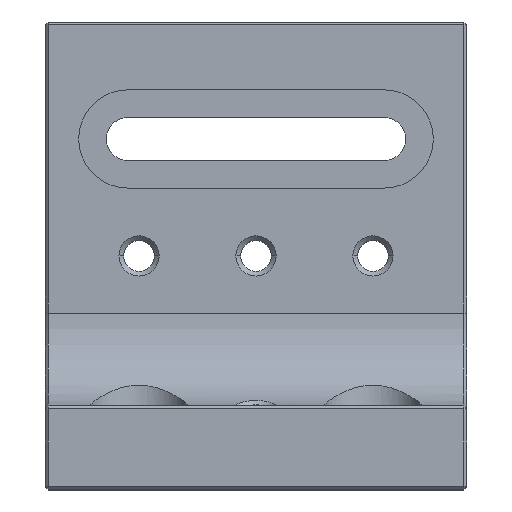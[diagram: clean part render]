
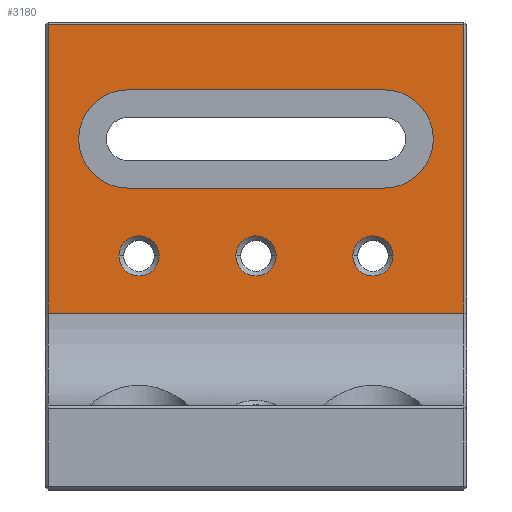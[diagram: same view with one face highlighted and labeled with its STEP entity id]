
A CAD part, top view. The second image highlights one B-rep face of the part: STEP entity #3180.
In plain terms, the highlighted planar face has unit normal (0, 0, 1).
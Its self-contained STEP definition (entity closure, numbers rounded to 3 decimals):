
#111 = ORIENTED_EDGE ( 'NONE', *, *, #1316, .T. ) ;
#120 = ORIENTED_EDGE ( 'NONE', *, *, #3247, .T. ) ;
#136 = CARTESIAN_POINT ( 'NONE',  ( -22.2, 50., 8.9 ) ) ;
#145 = EDGE_LOOP ( 'NONE', ( #2020, #2466 ) ) ;
#167 = EDGE_CURVE ( 'NONE', #313, #3149, #2922, .T. ) ;
#181 = ORIENTED_EDGE ( 'NONE', *, *, #2176, .T. ) ;
#182 = ORIENTED_EDGE ( 'NONE', *, *, #1335, .T. ) ;
#184 = CARTESIAN_POINT ( 'NONE',  ( 22.5, 42.75, 8.9 ) ) ;
#272 = LINE ( 'NONE', #2841, #1480 ) ;
#280 = CARTESIAN_POINT ( 'NONE',  ( -13.7, 42.75, 8.9 ) ) ;
#313 = VERTEX_POINT ( 'NONE', #1949 ) ;
#326 = CARTESIAN_POINT ( 'NONE',  ( -13.7, 37.5, 8.9 ) ) ;
#337 = CARTESIAN_POINT ( 'NONE',  ( 10.35, 25., 8.9 ) ) ;
#338 = AXIS2_PLACEMENT_3D ( 'NONE', #2201, #3082, #3590 ) ;
#407 = DIRECTION ( 'NONE',  ( 0., 1., 0. ) ) ;
#416 = LINE ( 'NONE', #3546, #1259 ) ;
#421 = CARTESIAN_POINT ( 'NONE',  ( 2.15, 25., 8.9 ) ) ;
#474 = AXIS2_PLACEMENT_3D ( 'NONE', #2394, #2451, #407 ) ;
#477 = EDGE_LOOP ( 'NONE', ( #2954, #1562, #3246, #3096 ) ) ;
#520 = LINE ( 'NONE', #1371, #1608 ) ;
#600 = FACE_BOUND ( 'NONE', #1290, .T. ) ;
#615 = LINE ( 'NONE', #136, #775 ) ;
#655 = DIRECTION ( 'NONE',  ( 1., 0., 0. ) ) ;
#658 = VERTEX_POINT ( 'NONE', #1446 ) ;
#684 = VERTEX_POINT ( 'NONE', #1751 ) ;
#691 = DIRECTION ( 'NONE',  ( 0., 0., -1. ) ) ;
#725 = DIRECTION ( 'NONE',  ( 0., 0., -1. ) ) ;
#739 = DIRECTION ( 'NONE',  ( 0., 0., -1. ) ) ;
#741 = VERTEX_POINT ( 'NONE', #2035 ) ;
#775 = VECTOR ( 'NONE', #1479, 1000. ) ;
#802 = EDGE_CURVE ( 'NONE', #658, #3058, #416, .T. ) ;
#812 = VERTEX_POINT ( 'NONE', #2939 ) ;
#823 = AXIS2_PLACEMENT_3D ( 'NONE', #1991, #2024, #2612 ) ;
#840 = EDGE_CURVE ( 'NONE', #741, #658, #615, .T. ) ;
#861 = FACE_OUTER_BOUND ( 'NONE', #477, .T. ) ;
#901 = EDGE_CURVE ( 'NONE', #3610, #812, #2701, .T. ) ;
#909 = ORIENTED_EDGE ( 'NONE', *, *, #1547, .T. ) ;
#916 = DIRECTION ( 'NONE',  ( 0., 1., 0. ) ) ;
#1003 = LINE ( 'NONE', #2447, #2558 ) ;
#1006 = VECTOR ( 'NONE', #3566, 1000. ) ;
#1010 = CIRCLE ( 'NONE', #2904, 5.25 ) ;
#1068 = EDGE_LOOP ( 'NONE', ( #111, #2751, #181, #182, #1416 ) ) ;
#1077 = CARTESIAN_POINT ( 'NONE',  ( 18.95, 37.5, 8.9 ) ) ;
#1185 = AXIS2_PLACEMENT_3D ( 'NONE', #1357, #725, #3631 ) ;
#1196 = EDGE_CURVE ( 'NONE', #1575, #684, #3557, .T. ) ;
#1198 = EDGE_CURVE ( 'NONE', #2946, #2803, #2449, .T. ) ;
#1211 = ORIENTED_EDGE ( 'NONE', *, *, #901, .T. ) ;
#1241 = CIRCLE ( 'NONE', #2490, 2.15 ) ;
#1259 = VECTOR ( 'NONE', #655, 1000. ) ;
#1290 = EDGE_LOOP ( 'NONE', ( #1211, #120 ) ) ;
#1316 = EDGE_CURVE ( 'NONE', #1668, #1575, #2253, .T. ) ;
#1335 = EDGE_CURVE ( 'NONE', #3371, #3226, #1010, .T. ) ;
#1357 = CARTESIAN_POINT ( 'NONE',  ( 13.7, 37.5, 8.9 ) ) ;
#1371 = CARTESIAN_POINT ( 'NONE',  ( 22.2, 50., 8.9 ) ) ;
#1405 = CARTESIAN_POINT ( 'NONE',  ( 22.5, 50., 8.9 ) ) ;
#1416 = ORIENTED_EDGE ( 'NONE', *, *, #1903, .T. ) ;
#1446 = CARTESIAN_POINT ( 'NONE',  ( -22.2, 18.9, 8.9 ) ) ;
#1461 = DIRECTION ( 'NONE',  ( 0., 0., -1. ) ) ;
#1479 = DIRECTION ( 'NONE',  ( 0., -1., 0. ) ) ;
#1480 = VECTOR ( 'NONE', #2564, 1000. ) ;
#1482 = FACE_BOUND ( 'NONE', #145, .T. ) ;
#1537 = AXIS2_PLACEMENT_3D ( 'NONE', #1405, #1461, #916 ) ;
#1547 = EDGE_CURVE ( 'NONE', #2803, #2946, #2144, .T. ) ;
#1562 = ORIENTED_EDGE ( 'NONE', *, *, #840, .T. ) ;
#1567 = CARTESIAN_POINT ( 'NONE',  ( 0., 25., 8.9 ) ) ;
#1575 = VERTEX_POINT ( 'NONE', #1077 ) ;
#1608 = VECTOR ( 'NONE', #2775, 1000. ) ;
#1668 = VERTEX_POINT ( 'NONE', #2305 ) ;
#1677 = LINE ( 'NONE', #184, #1006 ) ;
#1751 = CARTESIAN_POINT ( 'NONE',  ( 13.7, 32.25, 8.9 ) ) ;
#1807 = AXIS2_PLACEMENT_3D ( 'NONE', #2215, #2146, #2182 ) ;
#1903 = EDGE_CURVE ( 'NONE', #3226, #1668, #1677, .T. ) ;
#1949 = CARTESIAN_POINT ( 'NONE',  ( 14.65, 25., 8.9 ) ) ;
#1952 = CARTESIAN_POINT ( 'NONE',  ( -12.5, 25., 8.9 ) ) ;
#1991 = CARTESIAN_POINT ( 'NONE',  ( 13.7, 37.5, 8.9 ) ) ;
#2007 = DIRECTION ( 'NONE',  ( 0., 0., -1. ) ) ;
#2020 = ORIENTED_EDGE ( 'NONE', *, *, #167, .T. ) ;
#2024 = DIRECTION ( 'NONE',  ( 0., 0., -1. ) ) ;
#2035 = CARTESIAN_POINT ( 'NONE',  ( -22.2, 49.7, 8.9 ) ) ;
#2144 = CIRCLE ( 'NONE', #338, 2.15 ) ;
#2146 = DIRECTION ( 'NONE',  ( 0., 0., -1. ) ) ;
#2153 = CARTESIAN_POINT ( 'NONE',  ( -14.65, 25., 8.9 ) ) ;
#2168 = CARTESIAN_POINT ( 'NONE',  ( 12.5, 25., 8.9 ) ) ;
#2176 = EDGE_CURVE ( 'NONE', #684, #3371, #272, .T. ) ;
#2182 = DIRECTION ( 'NONE',  ( 0., 1., 0. ) ) ;
#2201 = CARTESIAN_POINT ( 'NONE',  ( -12.5, 25., 8.9 ) ) ;
#2215 = CARTESIAN_POINT ( 'NONE',  ( 0., 25., 8.9 ) ) ;
#2240 = CARTESIAN_POINT ( 'NONE',  ( 22.2, 49.7, 8.9 ) ) ;
#2253 = CIRCLE ( 'NONE', #823, 5.25 ) ;
#2305 = CARTESIAN_POINT ( 'NONE',  ( 13.7, 42.75, 8.9 ) ) ;
#2313 = DIRECTION ( 'NONE',  ( 0., 1., 0. ) ) ;
#2348 = PLANE ( 'NONE',  #1537 ) ;
#2378 = AXIS2_PLACEMENT_3D ( 'NONE', #1567, #3533, #2707 ) ;
#2394 = CARTESIAN_POINT ( 'NONE',  ( 12.5, 25., 8.9 ) ) ;
#2438 = CIRCLE ( 'NONE', #2378, 2.15 ) ;
#2447 = CARTESIAN_POINT ( 'NONE',  ( 22.5, 49.7, 8.9 ) ) ;
#2449 = CIRCLE ( 'NONE', #2502, 2.15 ) ;
#2451 = DIRECTION ( 'NONE',  ( 0., 0., -1. ) ) ;
#2454 = DIRECTION ( 'NONE',  ( 0., 1., 0. ) ) ;
#2466 = ORIENTED_EDGE ( 'NONE', *, *, #3249, .T. ) ;
#2488 = CARTESIAN_POINT ( 'NONE',  ( -13.7, 32.25, 8.9 ) ) ;
#2490 = AXIS2_PLACEMENT_3D ( 'NONE', #2168, #691, #2999 ) ;
#2502 = AXIS2_PLACEMENT_3D ( 'NONE', #1952, #739, #2454 ) ;
#2521 = ORIENTED_EDGE ( 'NONE', *, *, #1198, .T. ) ;
#2558 = VECTOR ( 'NONE', #2981, 1000. ) ;
#2564 = DIRECTION ( 'NONE',  ( -1., 0., 0. ) ) ;
#2571 = VERTEX_POINT ( 'NONE', #2240 ) ;
#2612 = DIRECTION ( 'NONE',  ( 0., 1., 0. ) ) ;
#2627 = FACE_BOUND ( 'NONE', #1068, .T. ) ;
#2701 = CIRCLE ( 'NONE', #1807, 2.15 ) ;
#2707 = DIRECTION ( 'NONE',  ( 0., 1., 0. ) ) ;
#2751 = ORIENTED_EDGE ( 'NONE', *, *, #1196, .T. ) ;
#2775 = DIRECTION ( 'NONE',  ( 0., 1., 0. ) ) ;
#2780 = EDGE_LOOP ( 'NONE', ( #2521, #909 ) ) ;
#2794 = CARTESIAN_POINT ( 'NONE',  ( 22.2, 18.9, 8.9 ) ) ;
#2803 = VERTEX_POINT ( 'NONE', #2153 ) ;
#2814 = CARTESIAN_POINT ( 'NONE',  ( -10.35, 25., 8.9 ) ) ;
#2841 = CARTESIAN_POINT ( 'NONE',  ( 22.5, 32.25, 8.9 ) ) ;
#2904 = AXIS2_PLACEMENT_3D ( 'NONE', #326, #2007, #2313 ) ;
#2922 = CIRCLE ( 'NONE', #474, 2.15 ) ;
#2939 = CARTESIAN_POINT ( 'NONE',  ( -2.15, 25., 8.9 ) ) ;
#2946 = VERTEX_POINT ( 'NONE', #2814 ) ;
#2954 = ORIENTED_EDGE ( 'NONE', *, *, #3549, .T. ) ;
#2981 = DIRECTION ( 'NONE',  ( -1., 0., 0. ) ) ;
#2989 = EDGE_CURVE ( 'NONE', #3058, #2571, #520, .T. ) ;
#2999 = DIRECTION ( 'NONE',  ( 0., 1., 0. ) ) ;
#3058 = VERTEX_POINT ( 'NONE', #2794 ) ;
#3082 = DIRECTION ( 'NONE',  ( 0., 0., -1. ) ) ;
#3096 = ORIENTED_EDGE ( 'NONE', *, *, #2989, .T. ) ;
#3138 = FACE_BOUND ( 'NONE', #2780, .T. ) ;
#3149 = VERTEX_POINT ( 'NONE', #337 ) ;
#3180 = ADVANCED_FACE ( 'NONE', ( #1482, #600, #3138, #2627, #861 ), #2348, .F. ) ;
#3226 = VERTEX_POINT ( 'NONE', #280 ) ;
#3246 = ORIENTED_EDGE ( 'NONE', *, *, #802, .T. ) ;
#3247 = EDGE_CURVE ( 'NONE', #812, #3610, #2438, .T. ) ;
#3249 = EDGE_CURVE ( 'NONE', #3149, #313, #1241, .T. ) ;
#3371 = VERTEX_POINT ( 'NONE', #2488 ) ;
#3533 = DIRECTION ( 'NONE',  ( 0., 0., -1. ) ) ;
#3546 = CARTESIAN_POINT ( 'NONE',  ( 22.5, 18.9, 8.9 ) ) ;
#3549 = EDGE_CURVE ( 'NONE', #2571, #741, #1003, .T. ) ;
#3557 = CIRCLE ( 'NONE', #1185, 5.25 ) ;
#3566 = DIRECTION ( 'NONE',  ( 1., 0., 0. ) ) ;
#3590 = DIRECTION ( 'NONE',  ( 0., 1., 0. ) ) ;
#3610 = VERTEX_POINT ( 'NONE', #421 ) ;
#3631 = DIRECTION ( 'NONE',  ( 0., 1., 0. ) ) ;
